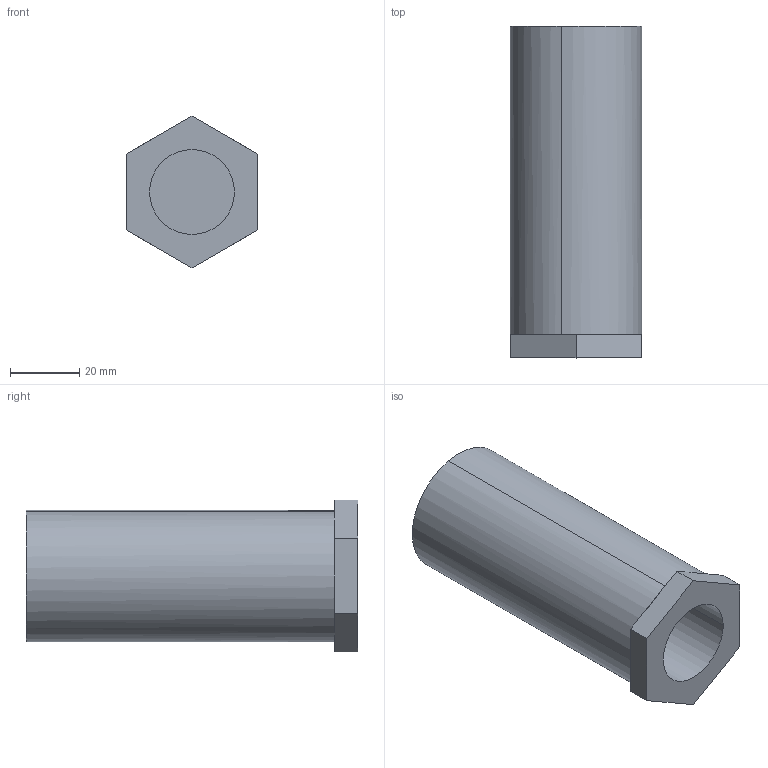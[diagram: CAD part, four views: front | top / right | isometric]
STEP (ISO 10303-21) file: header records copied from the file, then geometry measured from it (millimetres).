
FILE_DESCRIPTION (( 'STEP AP214' ), '1' );
FILE_NAME ('S0123-191023-00 - Defeatured.STEP', '2020-03-03T23:51:08', ( '' ), ( '' ), 'SwSTEP 2.0', 'SolidWorks 2019', '' );
FILE_SCHEMA (( 'AUTOMOTIVE_DESIGN' ));
Length unit declared in the file: millimetre
Products named in the file (1): S0123-191023-00 - Defeatured
Bounding box: 38.1 x 96.14 x 43.99 mm (x, y, z)
Volume: 95927.1 mm3; surface area: 16590 mm2
Topology: 1 solids, 1 shells, 22 faces, 48 edges, 30 vertices
Faces by surface type: plane 16, cylinder 4, cone 2
Entity records: 680 total; most frequent: DIRECTION 112, CARTESIAN_POINT 101, ORIENTED_EDGE 96, EDGE_CURVE 48, AXIS2_PLACEMENT_3D 41, VECTOR 30, LINE 30, VERTEX_POINT 30
